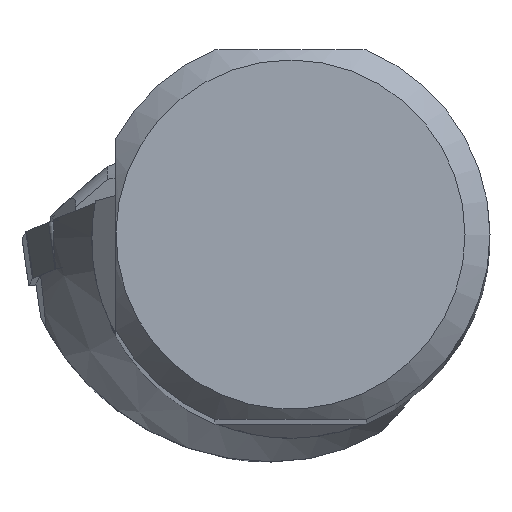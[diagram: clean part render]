
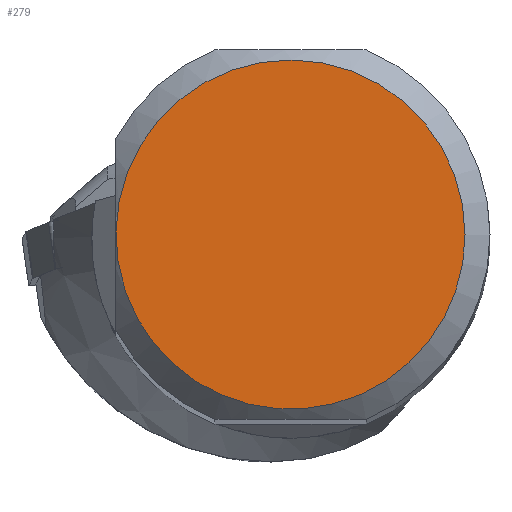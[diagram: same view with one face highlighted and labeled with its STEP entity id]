
A CAD part, top view. The second image highlights one B-rep face of the part: STEP entity #279.
In plain terms, the highlighted planar face has unit normal (0, 0, 1).
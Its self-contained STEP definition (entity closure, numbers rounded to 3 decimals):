
#197=FACE_OUTER_BOUND('',#427,.T.);
#279=ADVANCED_FACE('CU_SU_BP3',(#197),#342,.T.);
#342=PLANE('',#1801);
#427=EDGE_LOOP('',(#735));
#508=CIRCLE('',#1800,17.489);
#735=ORIENTED_EDGE('',*,*,#1265,.T.);
#1076=VERTEX_POINT('',#2738);
#1265=EDGE_CURVE('',#1076,#1076,#508,.T.);
#1800=AXIS2_PLACEMENT_3D('',#2737,#2143,#2144);
#1801=AXIS2_PLACEMENT_3D('',#2739,#2145,#2146);
#2143=DIRECTION('',(0.,0.,1.));
#2144=DIRECTION('',(1.,0.,0.));
#2145=DIRECTION('',(0.,0.,1.));
#2146=DIRECTION('',(1.,0.,0.));
#2737=CARTESIAN_POINT('',(0.,0.,0.));
#2738=CARTESIAN_POINT('',(17.489,0.,0.));
#2739=CARTESIAN_POINT('',(0.,0.,
0.));
